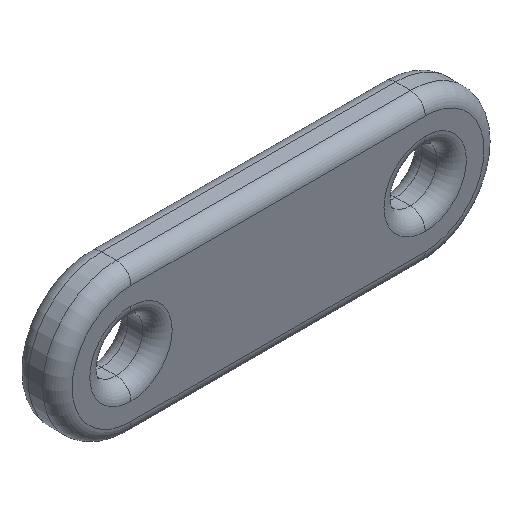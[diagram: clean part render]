
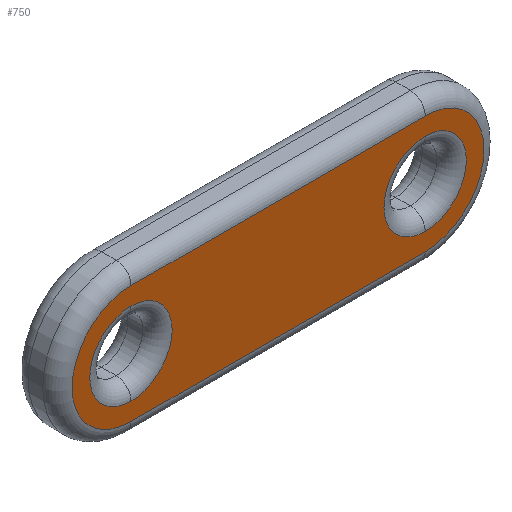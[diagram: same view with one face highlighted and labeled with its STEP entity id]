
A CAD part, isometric view. The second image highlights one B-rep face of the part: STEP entity #750.
In plain terms, the highlighted planar face has unit normal (0, -1, 0).
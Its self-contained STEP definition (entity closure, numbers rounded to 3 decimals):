
#1 = VERTEX_POINT ( 'NONE', #153 ) ;
#11 = EDGE_CURVE ( 'NONE', #679, #742, #128, .T. ) ;
#20 = ORIENTED_EDGE ( 'NONE', *, *, #663, .T. ) ;
#23 = CARTESIAN_POINT ( 'NONE',  ( -10., 0., -4. ) ) ;
#57 = EDGE_CURVE ( 'NONE', #488, #567, #103, .T. ) ;
#90 = LINE ( 'NONE', #23, #245 ) ;
#99 = DIRECTION ( 'NONE',  ( 0., 1., 0. ) ) ;
#103 = CIRCLE ( 'NONE', #716, 2.8 ) ;
#112 = PLANE ( 'NONE',  #202 ) ;
#114 = ORIENTED_EDGE ( 'NONE', *, *, #57, .T. ) ;
#128 = CIRCLE ( 'NONE', #800, 4. ) ;
#136 = CIRCLE ( 'NONE', #426, 4. ) ;
#139 = CARTESIAN_POINT ( 'NONE',  ( 10., 0., 0. ) ) ;
#152 = DIRECTION ( 'NONE',  ( 1., 0., 0. ) ) ;
#153 = CARTESIAN_POINT ( 'NONE',  ( 10., 0., -2.8 ) ) ;
#162 = CARTESIAN_POINT ( 'NONE',  ( 10., 0., 0. ) ) ;
#190 = CARTESIAN_POINT ( 'NONE',  ( 10., 0., 0. ) ) ;
#198 = CARTESIAN_POINT ( 'NONE',  ( 10., 0., -4. ) ) ;
#201 = DIRECTION ( 'NONE',  ( 0., 1., 0. ) ) ;
#202 = AXIS2_PLACEMENT_3D ( 'NONE', #538, #657, #342 ) ;
#207 = DIRECTION ( 'NONE',  ( 0., 1., 0. ) ) ;
#210 = CARTESIAN_POINT ( 'NONE',  ( -10., 0., 4. ) ) ;
#236 = VERTEX_POINT ( 'NONE', #247 ) ;
#245 = VECTOR ( 'NONE', #152, 1000. ) ;
#247 = CARTESIAN_POINT ( 'NONE',  ( 10., 0., 2.8 ) ) ;
#265 = AXIS2_PLACEMENT_3D ( 'NONE', #759, #201, #764 ) ;
#306 = EDGE_CURVE ( 'NONE', #1, #236, #389, .T. ) ;
#318 = CARTESIAN_POINT ( 'NONE',  ( -10., 0., 4. ) ) ;
#329 = DIRECTION ( 'NONE',  ( 0., -1., 0. ) ) ;
#332 = AXIS2_PLACEMENT_3D ( 'NONE', #139, #699, #451 ) ;
#333 = CARTESIAN_POINT ( 'NONE',  ( -10., 0., -4. ) ) ;
#342 = DIRECTION ( 'NONE',  ( 0., 0., 1. ) ) ;
#355 = AXIS2_PLACEMENT_3D ( 'NONE', #162, #99, #411 ) ;
#360 = CARTESIAN_POINT ( 'NONE',  ( -10., 0., 2.8 ) ) ;
#389 = CIRCLE ( 'NONE', #355, 2.8 ) ;
#411 = DIRECTION ( 'NONE',  ( 0., 0., 1. ) ) ;
#416 = CARTESIAN_POINT ( 'NONE',  ( -10., 0., -2.8 ) ) ;
#426 = AXIS2_PLACEMENT_3D ( 'NONE', #190, #506, #753 ) ;
#429 = ORIENTED_EDGE ( 'NONE', *, *, #631, .T. ) ;
#445 = ORIENTED_EDGE ( 'NONE', *, *, #653, .T. ) ;
#451 = DIRECTION ( 'NONE',  ( 0., 0., 1. ) ) ;
#454 = DIRECTION ( 'NONE',  ( 0., 0., 1. ) ) ;
#464 = DIRECTION ( 'NONE',  ( 0., 0., 1. ) ) ;
#475 = FACE_BOUND ( 'NONE', #640, .T. ) ;
#483 = ORIENTED_EDGE ( 'NONE', *, *, #11, .T. ) ;
#488 = VERTEX_POINT ( 'NONE', #416 ) ;
#506 = DIRECTION ( 'NONE',  ( 0., -1., 0. ) ) ;
#519 = EDGE_CURVE ( 'NONE', #665, #679, #738, .T. ) ;
#523 = CARTESIAN_POINT ( 'NONE',  ( -10., 0., 0. ) ) ;
#533 = FACE_OUTER_BOUND ( 'NONE', #629, .T. ) ;
#538 = CARTESIAN_POINT ( 'NONE',  ( -10., 0., 0. ) ) ;
#567 = VERTEX_POINT ( 'NONE', #360 ) ;
#575 = ORIENTED_EDGE ( 'NONE', *, *, #594, .T. ) ;
#594 = EDGE_CURVE ( 'NONE', #718, #665, #136, .T. ) ;
#595 = ORIENTED_EDGE ( 'NONE', *, *, #519, .T. ) ;
#614 = CIRCLE ( 'NONE', #332, 2.8 ) ;
#629 = EDGE_LOOP ( 'NONE', ( #575, #595, #483, #445 ) ) ;
#631 = EDGE_CURVE ( 'NONE', #236, #1, #614, .T. ) ;
#639 = CARTESIAN_POINT ( 'NONE',  ( 10., 0., 4. ) ) ;
#640 = EDGE_LOOP ( 'NONE', ( #429, #766 ) ) ;
#653 = EDGE_CURVE ( 'NONE', #742, #718, #90, .T. ) ;
#654 = EDGE_LOOP ( 'NONE', ( #20, #114 ) ) ;
#657 = DIRECTION ( 'NONE',  ( 0., 1., 0. ) ) ;
#663 = EDGE_CURVE ( 'NONE', #567, #488, #793, .T. ) ;
#665 = VERTEX_POINT ( 'NONE', #639 ) ;
#679 = VERTEX_POINT ( 'NONE', #210 ) ;
#683 = VECTOR ( 'NONE', #791, 1000. ) ;
#699 = DIRECTION ( 'NONE',  ( 0., 1., 0. ) ) ;
#716 = AXIS2_PLACEMENT_3D ( 'NONE', #765, #207, #454 ) ;
#718 = VERTEX_POINT ( 'NONE', #198 ) ;
#725 = FACE_BOUND ( 'NONE', #654, .T. ) ;
#738 = LINE ( 'NONE', #318, #683 ) ;
#742 = VERTEX_POINT ( 'NONE', #333 ) ;
#750 = ADVANCED_FACE ( 'NONE', ( #533, #475, #725 ), #112, .F. ) ;
#753 = DIRECTION ( 'NONE',  ( 0., 0., 1. ) ) ;
#759 = CARTESIAN_POINT ( 'NONE',  ( -10., 0., 0. ) ) ;
#764 = DIRECTION ( 'NONE',  ( 0., 0., 1. ) ) ;
#765 = CARTESIAN_POINT ( 'NONE',  ( -10., 0., 0. ) ) ;
#766 = ORIENTED_EDGE ( 'NONE', *, *, #306, .T. ) ;
#791 = DIRECTION ( 'NONE',  ( -1., 0., 0. ) ) ;
#793 = CIRCLE ( 'NONE', #265, 2.8 ) ;
#800 = AXIS2_PLACEMENT_3D ( 'NONE', #523, #329, #464 ) ;
